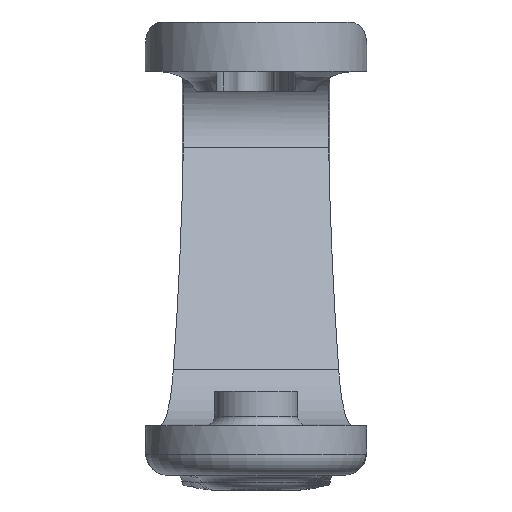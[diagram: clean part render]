
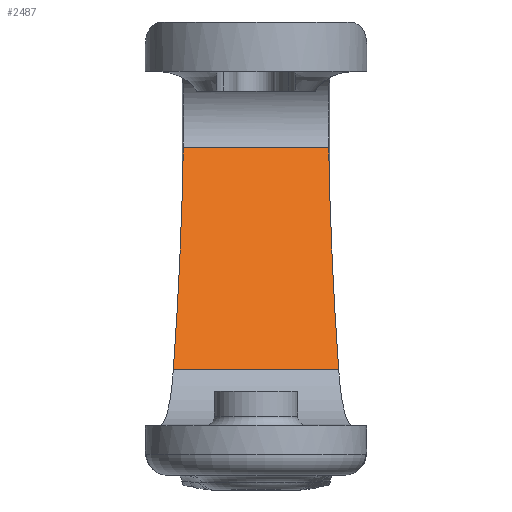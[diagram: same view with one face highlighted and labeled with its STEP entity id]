
A CAD part, top view. The second image highlights one B-rep face of the part: STEP entity #2487.
In plain terms, the highlighted planar face has unit normal (0, 0.542, 0.84).
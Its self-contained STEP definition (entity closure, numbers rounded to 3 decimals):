
#17=ELLIPSE('',#2710,645.131,350.);
#18=ELLIPSE('',#2777,645.131,350.);
#68=PLANE('',#2800);
#352=FACE_OUTER_BOUND('',#511,.T.);
#511=EDGE_LOOP('',(#2274,#2275,#2276,#2277));
#612=LINE('',#5306,#727);
#630=LINE('',#5915,#745);
#727=VECTOR('',#3297,10.);
#745=VECTOR('',#3487,10.);
#1108=VERTEX_POINT('',#5252);
#1109=VERTEX_POINT('',#5267);
#1112=VERTEX_POINT('',#5291);
#1152=VERTEX_POINT('',#5852);
#1439=EDGE_CURVE('',#1108,#1109,#17,.T.);
#1447=EDGE_CURVE('',#1112,#1108,#612,.T.);
#1516=EDGE_CURVE('',#1152,#1112,#18,.T.);
#1531=EDGE_CURVE('',#1152,#1109,#630,.T.);
#2274=ORIENTED_EDGE('',*,*,#1447,.F.);
#2275=ORIENTED_EDGE('',*,*,#1516,.F.);
#2276=ORIENTED_EDGE('',*,*,#1531,.T.);
#2277=ORIENTED_EDGE('',*,*,#1439,.F.);
#2487=ADVANCED_FACE('',(#352),#68,.F.);
#2710=AXIS2_PLACEMENT_3D('',#5268,#3286,#3287);
#2777=AXIS2_PLACEMENT_3D('',#5867,#3434,#3435);
#2800=AXIS2_PLACEMENT_3D('',#5916,#3488,#3489);
#3286=DIRECTION('center_axis',(0.,0.543,
0.84));
#3287=DIRECTION('ref_axis',(0.,0.84,-0.543));
#3297=DIRECTION('',(-1.,0.,0.));
#3434=DIRECTION('center_axis',(0.,0.543,
0.84));
#3435=DIRECTION('ref_axis',(0.,-0.84,0.543));
#3487=DIRECTION('',(-1.,0.,0.));
#3488=DIRECTION('center_axis',(0.,-0.543,
-0.84));
#3489=DIRECTION('ref_axis',(0.,-0.84,0.543));
#5252=CARTESIAN_POINT('',(-16.799,21.437,-34.886));
#5267=CARTESIAN_POINT('',(-14.763,66.575,-64.038));
#5268=CARTESIAN_POINT('Origin',(-364.626,81.726,-73.823));
#5291=CARTESIAN_POINT('',(16.799,21.437,-34.886));
#5306=CARTESIAN_POINT('',(24.5,21.437,-34.886));
#5852=CARTESIAN_POINT('',(14.763,66.575,-64.038));
#5867=CARTESIAN_POINT('Origin',(364.626,81.726,-73.823));
#5915=CARTESIAN_POINT('',(34.,66.575,-64.038));
#5916=CARTESIAN_POINT('Origin',(34.,66.575,-64.038));
